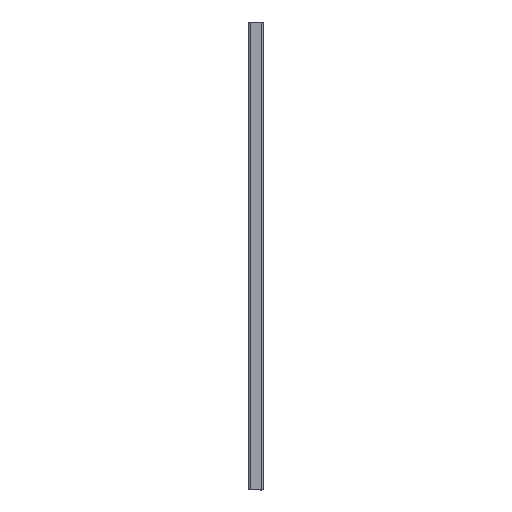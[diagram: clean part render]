
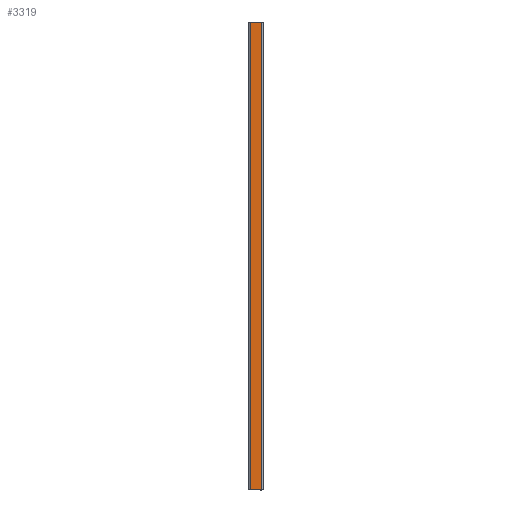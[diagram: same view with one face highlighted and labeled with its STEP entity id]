
A CAD part, left-side view. The second image highlights one B-rep face of the part: STEP entity #3319.
In plain terms, the highlighted face is planar.
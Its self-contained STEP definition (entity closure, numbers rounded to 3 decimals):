
#1649=ORIENTED_EDGE('',*,*,#2322,.T.);
#1650=ORIENTED_EDGE('',*,*,#2323,.F.);
#1651=ORIENTED_EDGE('',*,*,#2319,.F.);
#1652=ORIENTED_EDGE('',*,*,#2324,.T.);
#1939=VECTOR('',#2651,1.);
#1940=VECTOR('',#2658,1.);
#1941=VECTOR('',#2659,1.);
#1942=VECTOR('',#2660,1.);
#2075=LINE('',#2951,#1939);
#2076=LINE('',#2957,#1940);
#2077=LINE('',#2958,#1941);
#2078=LINE('',#2959,#1942);
#2201=VERTEX_POINT('',#2949);
#2202=VERTEX_POINT('',#2950);
#2203=VERTEX_POINT('',#2955);
#2204=VERTEX_POINT('',#2956);
#2319=EDGE_CURVE('',#2201,#2202,#2075,.T.);
#2322=EDGE_CURVE('',#2203,#2204,#2076,.T.);
#2323=EDGE_CURVE('',#2202,#2204,#2077,.T.);
#2324=EDGE_CURVE('',#2201,#2203,#2078,.T.);
#2447=EDGE_LOOP('',(#1649,#1650,#1651,#1652));
#2521=FACE_BOUND('',#2447,.T.);
#2651=DIRECTION('',(-1000.,0.,0.));
#2656=DIRECTION('',(0.,0.,-1.));
#2657=DIRECTION('',(0.,1.,0.));
#2658=DIRECTION('',(-1000.,0.,0.));
#2659=DIRECTION('',(0.,-24.,0.));
#2660=DIRECTION('',(0.,-24.,0.));
#2949=CARTESIAN_POINT('',(1000.,12.,-15.));
#2950=CARTESIAN_POINT('',(0.,12.,-15.));
#2951=CARTESIAN_POINT('',(1000.,12.,-15.));
#2954=CARTESIAN_POINT('',(1000.,-12.,-15.));
#2955=CARTESIAN_POINT('',(1000.,-12.,-15.));
#2956=CARTESIAN_POINT('',(0.,-12.,-15.));
#2957=CARTESIAN_POINT('',(1000.,-12.,-15.));
#2958=CARTESIAN_POINT('',(0.,12.,-15.));
#2959=CARTESIAN_POINT('',(1000.,12.,-15.));
#3202=AXIS2_PLACEMENT_3D('',#2954,#2656,#2657);
#3271=PLANE('',#3202);
#3319=ADVANCED_FACE('',(#2521),#3271,.T.);
